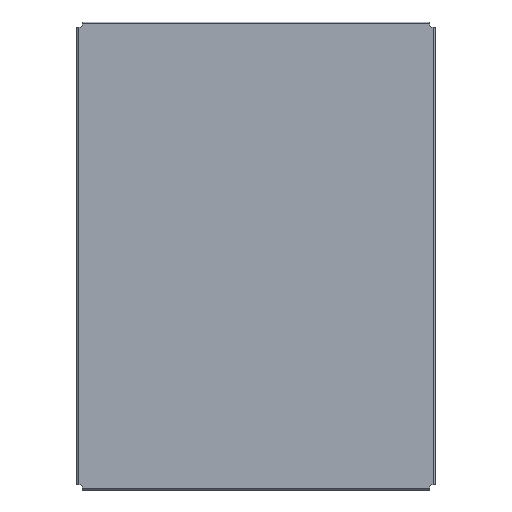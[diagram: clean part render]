
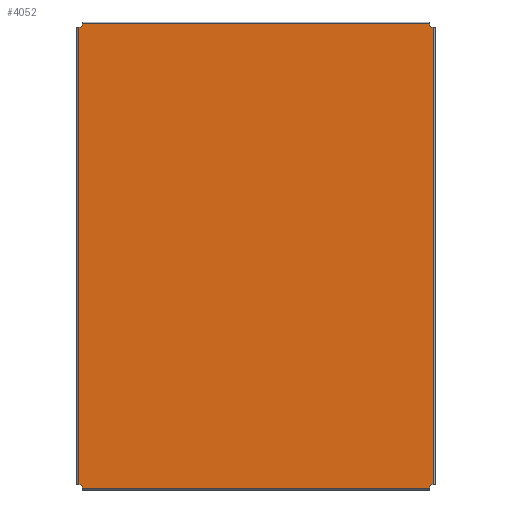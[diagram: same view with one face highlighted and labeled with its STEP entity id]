
A CAD part, top view. The second image highlights one B-rep face of the part: STEP entity #4052.
In plain terms, the highlighted planar face has unit normal (0, 0, 1).
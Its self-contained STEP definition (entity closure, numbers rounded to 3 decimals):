
#229=PLANE('',#4424);
#416=FACE_OUTER_BOUND('',#650,.T.);
#650=EDGE_LOOP('',(#3547,#3548,#3549,#3550,#3551,#3552,#3553,#3554,#3555,
#3556,#3557,#3558,#3559,#3560,#3561,#3562));
#969=LINE('',#6365,#1385);
#994=LINE('',#6432,#1410);
#1019=LINE('',#6493,#1435);
#1029=LINE('',#6515,#1445);
#1045=LINE('',#6551,#1461);
#1059=LINE('',#6586,#1475);
#1073=LINE('',#6621,#1489);
#1087=LINE('',#6655,#1503);
#1088=LINE('',#6658,#1504);
#1089=LINE('',#6659,#1505);
#1090=LINE('',#6660,#1506);
#1091=LINE('',#6661,#1507);
#1092=LINE('',#6663,#1508);
#1093=LINE('',#6664,#1509);
#1094=LINE('',#6665,#1510);
#1095=LINE('',#6666,#1511);
#1385=VECTOR('',#5237,1.);
#1410=VECTOR('',#5290,1.);
#1435=VECTOR('',#5337,1.);
#1445=VECTOR('',#5357,1.);
#1461=VECTOR('',#5381,1.);
#1475=VECTOR('',#5413,1.);
#1489=VECTOR('',#5441,1.);
#1503=VECTOR('',#5469,1.);
#1504=VECTOR('',#5474,1.);
#1505=VECTOR('',#5475,1.);
#1506=VECTOR('',#5476,1.);
#1507=VECTOR('',#5477,1.);
#1508=VECTOR('',#5478,1.);
#1509=VECTOR('',#5479,1.);
#1510=VECTOR('',#5480,1.);
#1511=VECTOR('',#5481,1.);
#1961=VERTEX_POINT('',#6362);
#1962=VERTEX_POINT('',#6364);
#1989=VERTEX_POINT('',#6429);
#1990=VERTEX_POINT('',#6431);
#2013=VERTEX_POINT('',#6489);
#2015=VERTEX_POINT('',#6492);
#2019=VERTEX_POINT('',#6505);
#2022=VERTEX_POINT('',#6513);
#2037=VERTEX_POINT('',#6548);
#2038=VERTEX_POINT('',#6550);
#2049=VERTEX_POINT('',#6583);
#2050=VERTEX_POINT('',#6585);
#2063=VERTEX_POINT('',#6618);
#2064=VERTEX_POINT('',#6620);
#2077=VERTEX_POINT('',#6654);
#2078=VERTEX_POINT('',#6662);
#2473=EDGE_CURVE('',#1962,#1961,#969,.T.);
#2506=EDGE_CURVE('',#1990,#1989,#994,.T.);
#2536=EDGE_CURVE('',#2015,#2013,#1019,.T.);
#2549=EDGE_CURVE('',#2019,#2022,#1029,.T.);
#2567=EDGE_CURVE('',#2038,#2037,#1045,.T.);
#2585=EDGE_CURVE('',#2050,#2049,#1059,.T.);
#2603=EDGE_CURVE('',#2064,#2063,#1073,.T.);
#2620=EDGE_CURVE('',#2077,#2064,#1087,.T.);
#2622=EDGE_CURVE('',#1961,#2038,#1088,.T.);
#2623=EDGE_CURVE('',#2037,#2050,#1089,.T.);
#2624=EDGE_CURVE('',#2049,#1990,#1090,.T.);
#2625=EDGE_CURVE('',#1989,#2019,#1091,.T.);
#2626=EDGE_CURVE('',#2022,#2078,#1092,.T.);
#2627=EDGE_CURVE('',#2078,#2077,#1093,.T.);
#2628=EDGE_CURVE('',#2063,#2015,#1094,.T.);
#2629=EDGE_CURVE('',#2013,#1962,#1095,.T.);
#3547=ORIENTED_EDGE('',*,*,#2473,.T.);
#3548=ORIENTED_EDGE('',*,*,#2622,.T.);
#3549=ORIENTED_EDGE('',*,*,#2567,.T.);
#3550=ORIENTED_EDGE('',*,*,#2623,.T.);
#3551=ORIENTED_EDGE('',*,*,#2585,.T.);
#3552=ORIENTED_EDGE('',*,*,#2624,.T.);
#3553=ORIENTED_EDGE('',*,*,#2506,.T.);
#3554=ORIENTED_EDGE('',*,*,#2625,.T.);
#3555=ORIENTED_EDGE('',*,*,#2549,.T.);
#3556=ORIENTED_EDGE('',*,*,#2626,.T.);
#3557=ORIENTED_EDGE('',*,*,#2627,.T.);
#3558=ORIENTED_EDGE('',*,*,#2620,.T.);
#3559=ORIENTED_EDGE('',*,*,#2603,.T.);
#3560=ORIENTED_EDGE('',*,*,#2628,.T.);
#3561=ORIENTED_EDGE('',*,*,#2536,.T.);
#3562=ORIENTED_EDGE('',*,*,#2629,.T.);
#4052=ADVANCED_FACE('',(#416),#229,.F.);
#4424=AXIS2_PLACEMENT_3D('',#6657,#5472,#5473);
#5237=DIRECTION('',(-1.,0.,0.));
#5290=DIRECTION('',(-1.,0.,0.));
#5337=DIRECTION('',(1.,0.,0.));
#5357=DIRECTION('',(1.,0.,0.));
#5381=DIRECTION('',(0.,1.,0.));
#5413=DIRECTION('',(0.,-1.,0.));
#5441=DIRECTION('',(0.,1.,0.));
#5469=DIRECTION('',(1.,0.,0.));
#5472=DIRECTION('center_axis',(0.,0.,-1.));
#5473=DIRECTION('ref_axis',(0.,1.,0.));
#5474=DIRECTION('',(-0.707,0.707,0.));
#5475=DIRECTION('',(-1.,0.,0.));
#5476=DIRECTION('',(-0.707,-0.707,0.));
#5477=DIRECTION('',(0.,-1.,0.));
#5478=DIRECTION('',(0.707,-0.707,0.));
#5479=DIRECTION('',(0.,-1.,0.));
#5480=DIRECTION('',(0.707,0.707,0.));
#5481=DIRECTION('',(0.,1.,0.));
#6362=CARTESIAN_POINT('',(321.,417.,0.));
#6364=CARTESIAN_POINT('',(324.,417.,0.));
#6365=CARTESIAN_POINT('',(162.,417.,0.));
#6429=CARTESIAN_POINT('',(-324.,417.,0.));
#6431=CARTESIAN_POINT('',(-321.,417.,0.));
#6432=CARTESIAN_POINT('',(-162.,417.,0.));
#6489=CARTESIAN_POINT('',(324.,-417.,0.));
#6492=CARTESIAN_POINT('',(321.,-417.,0.));
#6493=CARTESIAN_POINT('',(162.,-417.,0.));
#6505=CARTESIAN_POINT('',(-324.,-417.,0.));
#6513=CARTESIAN_POINT('',(-321.,-417.,0.));
#6515=CARTESIAN_POINT('',(-162.,-417.,0.));
#6548=CARTESIAN_POINT('',(317.,424.,0.));
#6550=CARTESIAN_POINT('',(317.,421.,0.));
#6551=CARTESIAN_POINT('',(317.,212.,0.));
#6583=CARTESIAN_POINT('',(-317.,421.,0.));
#6585=CARTESIAN_POINT('',(-317.,424.,0.));
#6586=CARTESIAN_POINT('',(-317.,212.,0.));
#6618=CARTESIAN_POINT('',(317.,-421.,0.));
#6620=CARTESIAN_POINT('',(317.,-424.,0.));
#6621=CARTESIAN_POINT('',(317.,-212.,0.));
#6654=CARTESIAN_POINT('',(-317.,-424.,0.));
#6655=CARTESIAN_POINT('',(-163.5,-424.,0.));
#6657=CARTESIAN_POINT('Origin',(0.,0.,0.));
#6658=CARTESIAN_POINT('',(344.,394.,0.));
#6659=CARTESIAN_POINT('',(0.,424.,0.));
#6660=CARTESIAN_POINT('',(-344.,394.,0.));
#6661=CARTESIAN_POINT('',(-324.,213.5,0.));
#6662=CARTESIAN_POINT('',(-317.,-421.,0.));
#6663=CARTESIAN_POINT('',(-344.,-394.,0.));
#6664=CARTESIAN_POINT('',(-317.,-212.,0.));
#6665=CARTESIAN_POINT('',(344.,-394.,0.));
#6666=CARTESIAN_POINT('',(324.,0.,0.));
